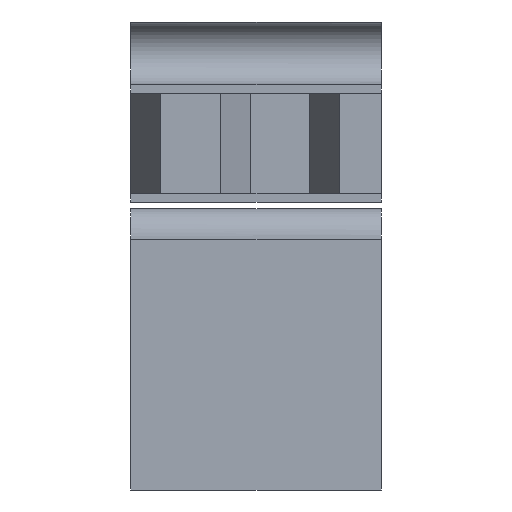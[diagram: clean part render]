
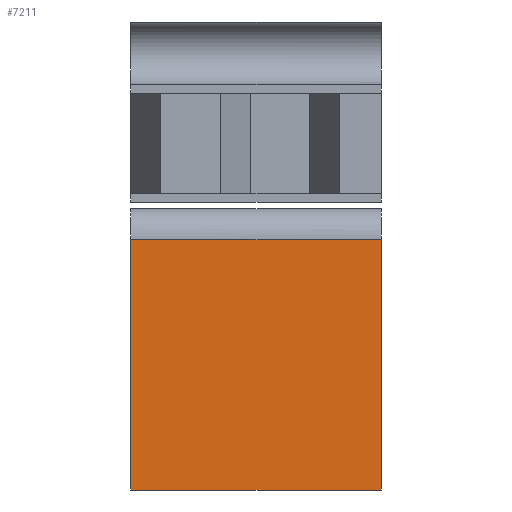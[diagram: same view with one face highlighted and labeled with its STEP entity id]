
A CAD part, left-side view. The second image highlights one B-rep face of the part: STEP entity #7211.
In plain terms, the highlighted free-form (B-spline) face has degree [1, 1] with [2, 2] control points.
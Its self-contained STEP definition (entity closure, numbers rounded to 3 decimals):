
#7211 = ADVANCED_FACE('',(#7212),#7242,.T.);
#7212 = FACE_BOUND('',#7213,.T.);
#7213 = EDGE_LOOP('',(#7214,#7223,#7230,#7237));
#7214 = ORIENTED_EDGE('',*,*,#7215,.T.);
#7215 = EDGE_CURVE('',#7216,#7218,#7220,.T.);
#7216 = VERTEX_POINT('',#7217);
#7217 = CARTESIAN_POINT('',(0.078,0.027,
    -0.004));
#7218 = VERTEX_POINT('',#7219);
#7219 = CARTESIAN_POINT('',(0.078,0.027,
    -0.031));
#7220 = B_SPLINE_CURVE_WITH_KNOTS('',1,(#7221,#7222),.UNSPECIFIED.,.F.,
  .F.,(2,2),(0.,0.02),.PIECEWISE_BEZIER_KNOTS.);
#7221 = CARTESIAN_POINT('',(0.078,0.027,
    -0.004));
#7222 = CARTESIAN_POINT('',(0.078,0.027,
    -0.031));
#7223 = ORIENTED_EDGE('',*,*,#7224,.T.);
#7224 = EDGE_CURVE('',#7218,#7225,#7227,.T.);
#7225 = VERTEX_POINT('',#7226);
#7226 = CARTESIAN_POINT('',(0.078,0.,-0.031));
#7227 = B_SPLINE_CURVE_WITH_KNOTS('',1,(#7228,#7229),.UNSPECIFIED.,.F.,
  .F.,(2,2),(0.,0.02),.PIECEWISE_BEZIER_KNOTS.);
#7228 = CARTESIAN_POINT('',(0.078,0.027,
    -0.031));
#7229 = CARTESIAN_POINT('',(0.078,0.,-0.031));
#7230 = ORIENTED_EDGE('',*,*,#7231,.T.);
#7231 = EDGE_CURVE('',#7225,#7232,#7234,.T.);
#7232 = VERTEX_POINT('',#7233);
#7233 = CARTESIAN_POINT('',(0.078,0.,-0.004));
#7234 = B_SPLINE_CURVE_WITH_KNOTS('',1,(#7235,#7236),.UNSPECIFIED.,.F.,
  .F.,(2,2),(0.,0.02),.PIECEWISE_BEZIER_KNOTS.);
#7235 = CARTESIAN_POINT('',(0.078,0.,-0.031));
#7236 = CARTESIAN_POINT('',(0.078,0.,-0.004));
#7237 = ORIENTED_EDGE('',*,*,#7238,.T.);
#7238 = EDGE_CURVE('',#7232,#7216,#7239,.T.);
#7239 = B_SPLINE_CURVE_WITH_KNOTS('',1,(#7240,#7241),.UNSPECIFIED.,.F.,
  .F.,(2,2),(0.,0.02),.PIECEWISE_BEZIER_KNOTS.);
#7240 = CARTESIAN_POINT('',(0.078,0.,-0.004));
#7241 = CARTESIAN_POINT('',(0.078,0.027,
    -0.004));
#7242 = B_SPLINE_SURFACE_WITH_KNOTS('',1,1,(
    (#7243,#7244)
    ,(#7245,#7246
    )),.UNSPECIFIED.,.F.,.F.,.F.,(2,2),(2,2),(0.,1.),(0.,1.),
  .PIECEWISE_BEZIER_KNOTS.);
#7243 = CARTESIAN_POINT('',(0.078,0.,-0.031));
#7244 = CARTESIAN_POINT('',(0.078,0.027,
    -0.031));
#7245 = CARTESIAN_POINT('',(0.078,0.,-0.004));
#7246 = CARTESIAN_POINT('',(0.078,0.027,
    -0.004));
